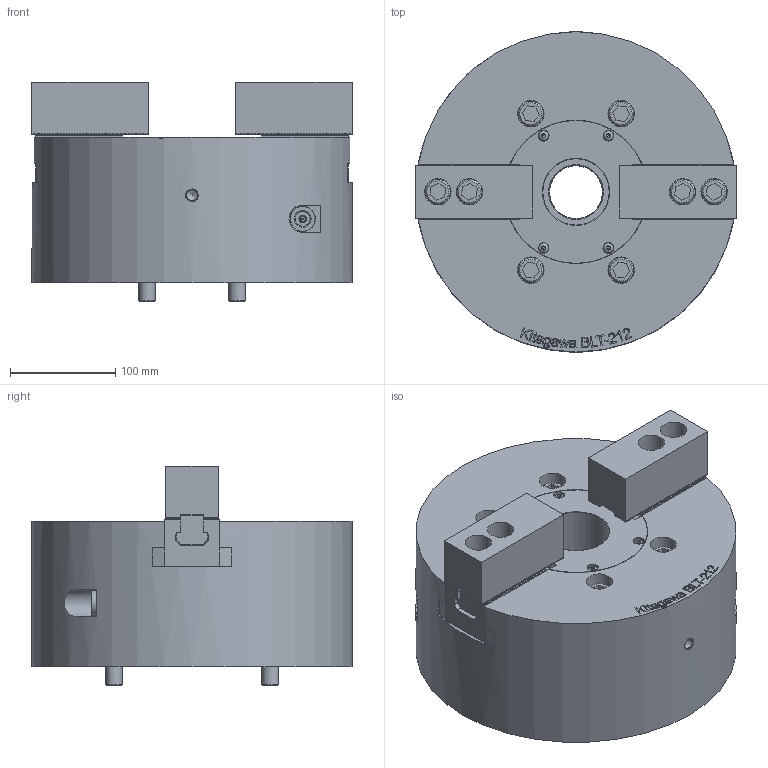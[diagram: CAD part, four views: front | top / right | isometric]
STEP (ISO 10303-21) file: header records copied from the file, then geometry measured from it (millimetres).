
FILE_DESCRIPTION(/* description */ ('Unknown'),/* implementation_level */ '2;1');
FILE_NAME(/* name */ 'BL212-Solid',/* time_stamp */ '2019-08-13T16:02:18+01:00',/* author */ ('Unknown'),/* organization */ ('Unknown'),/* preprocessor_version */ 'ST-DEVELOPER v16.7',/* originating_system */ 'DEX',/* authorisation */ $);
FILE_SCHEMA (('AUTOMOTIVE_DESIGN {1 0 10303 214 3 1 1}'));
Products named in the file (1): BL212-Solid
Bounding box: 304.21 x 304 x 208.2 mm (x, y, z)
Volume: 9377729.1 mm3; surface area: 912152.4 mm2
Topology: 35 solids, 35 shells, 3136 faces, 8869 edges, 5890 vertices
Faces by surface type: plane 2169, cylinder 768, cone 123, bspline 55, torus 13, sphere 8
Full cylindrical faces by diameter (mm): 3 x6, 4.2 x6, 4.826 x4, 5.2 x4, 5.5 x6, 6 x8, 6.8 x3, 8 x1, 8.5 x4, 9.5 x6, 9.732 x4, 10 x8, 10.3 x2, 11 x2, 14 x6, 15.682 x8, 16 x4, 17 x12, 23.5 x2, 24 x14, 25 x8, 50 x1, 63 x1, 67 x2, 72 x1, 76 x1, 83 x2, 90 x2, 99 x2, 100 x1
Entity records: 101191 total; most frequent: CARTESIAN_POINT 20002, ORIENTED_EDGE 16962, DIRECTION 16243, EDGE_CURVE 8481, LINE 6589, VECTOR 6589, VERTEX_POINT 5796, AXIS2_PLACEMENT_3D 4827
